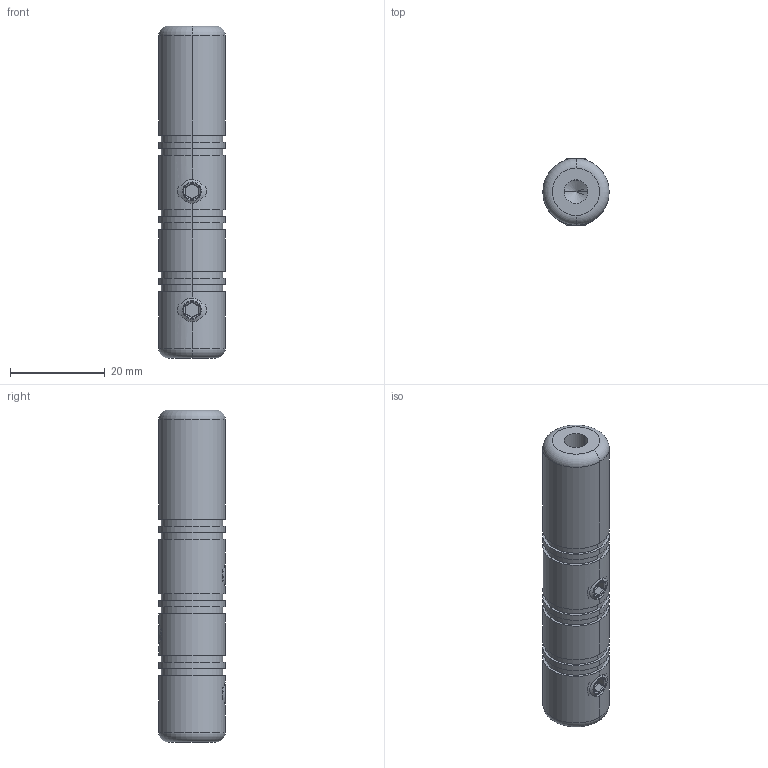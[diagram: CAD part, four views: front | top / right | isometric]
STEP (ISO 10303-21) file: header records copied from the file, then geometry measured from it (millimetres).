
FILE_DESCRIPTION (( 'STEP AP203' ), '1' );
FILE_NAME ('100013006.STEP', '2018-03-12T12:42:35', ( '' ), ( '' ), 'SwSTEP 2.0', 'SolidWorks 2015', '' );
FILE_SCHEMA (( 'CONFIG_CONTROL_DESIGN' ));
Length unit declared in the file: millimetre
Products named in the file (3): DIN914_DIN 914 M6x6; 10001X00X Teil 1_100013006 Teil1; 100013006
Assembly tree (4 placements, depth 2):
  100013006
    10001X00X Teil 1_100013006 Teil1
    DIN914_DIN 914 M6x6  x3
Bounding box: 14 x 14 x 70 mm (x, y, z)
Volume: 8873.8 mm3; surface area: 5196 mm2
Topology: 4 solids, 4 shells, 418 faces, 1002 edges, 621 vertices
Faces by surface type: plane 140, bspline 116, cylinder 96, torus 34, sphere 18, cone 14
Entity records: 17143 total; most frequent: CARTESIAN_POINT 9922, ORIENTED_EDGE 1576, DIRECTION 1092, EDGE_CURVE 788, VERTEX_POINT 507, LINE 418, VECTOR 418, EDGE_LOOP 361
